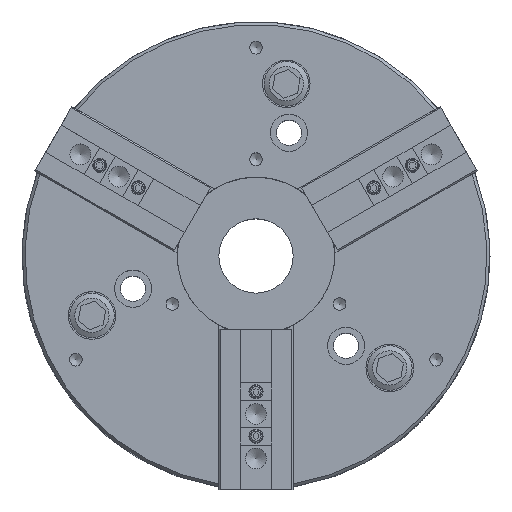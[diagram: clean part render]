
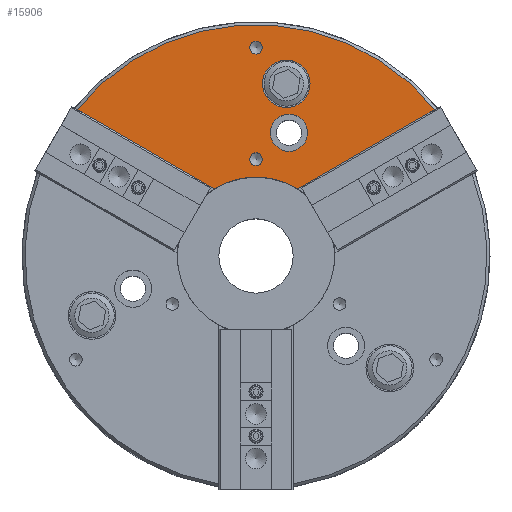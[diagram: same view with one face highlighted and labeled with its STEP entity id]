
A CAD part, top view. The second image highlights one B-rep face of the part: STEP entity #15906.
In plain terms, the highlighted planar face has unit normal (0, 0, 1).
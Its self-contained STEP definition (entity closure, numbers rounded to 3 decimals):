
#622=CIRCLE('',#17147,155.5);
#623=CIRCLE('',#17148,53.);
#624=CIRCLE('',#17149,12.5);
#625=CIRCLE('',#17150,16.);
#626=CIRCLE('',#17151,4.25);
#627=CIRCLE('',#17152,4.25);
#3008=ORIENTED_EDGE('',*,*,#6606,.F.);
#3009=ORIENTED_EDGE('',*,*,#5757,.T.);
#3010=ORIENTED_EDGE('',*,*,#6607,.T.);
#3011=ORIENTED_EDGE('',*,*,#6608,.T.);
#3012=ORIENTED_EDGE('',*,*,#5407,.F.);
#3013=ORIENTED_EDGE('',*,*,#5543,.F.);
#3014=ORIENTED_EDGE('',*,*,#6609,.F.);
#3015=ORIENTED_EDGE('',*,*,#6610,.F.);
#3016=ORIENTED_EDGE('',*,*,#6611,.F.);
#3017=ORIENTED_EDGE('',*,*,#6612,.F.);
#5407=EDGE_CURVE('',#7596,#7597,#9141,.T.);
#5543=EDGE_CURVE('',#7702,#7596,#9254,.T.);
#5757=EDGE_CURVE('',#7851,#7850,#9444,.T.);
#6606=EDGE_CURVE('',#7851,#7702,#622,.T.);
#6607=EDGE_CURVE('',#7850,#8479,#10090,.T.);
#6608=EDGE_CURVE('',#8479,#7597,#623,.T.);
#6609=EDGE_CURVE('',#8480,#8480,#624,.T.);
#6610=EDGE_CURVE('',#8481,#8481,#625,.T.);
#6611=EDGE_CURVE('',#8482,#8482,#626,.T.);
#6612=EDGE_CURVE('',#8483,#8483,#627,.T.);
#7596=VERTEX_POINT('',#22844);
#7597=VERTEX_POINT('',#22846);
#7702=VERTEX_POINT('',#23129);
#7850=VERTEX_POINT('',#23566);
#7851=VERTEX_POINT('',#23568);
#8479=VERTEX_POINT('',#25373);
#8480=VERTEX_POINT('',#25376);
#8481=VERTEX_POINT('',#25378);
#8482=VERTEX_POINT('',#25380);
#8483=VERTEX_POINT('',#25382);
#9141=LINE('',#22845,#10713);
#9254=LINE('',#23130,#10826);
#9444=LINE('',#23567,#11016);
#10090=LINE('',#25372,#11662);
#10713=VECTOR('',#18131,1000.);
#10826=VECTOR('',#18376,1000.);
#11016=VECTOR('',#18764,1000.);
#11662=VECTOR('',#20340,1000.);
#12733=EDGE_LOOP('',(#3008,#3009,#3010,#3011,#3012,#3013));
#12734=EDGE_LOOP('',(#3014));
#12735=EDGE_LOOP('',(#3015));
#12736=EDGE_LOOP('',(#3016));
#12737=EDGE_LOOP('',(#3017));
#14028=FACE_BOUND('',#12733,.T.);
#14029=FACE_BOUND('',#12734,.T.);
#14030=FACE_BOUND('',#12735,.T.);
#14031=FACE_BOUND('',#12736,.T.);
#14032=FACE_BOUND('',#12737,.T.);
#15156=PLANE('',#17146);
#15906=ADVANCED_FACE('',(#14028,#14029,#14030,#14031,#14032),#15156,.T.);
#17146=AXIS2_PLACEMENT_3D('',#25370,#20336,#20337);
#17147=AXIS2_PLACEMENT_3D('',#25371,#20338,#20339);
#17148=AXIS2_PLACEMENT_3D('',#25374,#20341,#20342);
#17149=AXIS2_PLACEMENT_3D('',#25375,#20343,#20344);
#17150=AXIS2_PLACEMENT_3D('',#25377,#20345,#20346);
#17151=AXIS2_PLACEMENT_3D('',#25379,#20347,#20348);
#17152=AXIS2_PLACEMENT_3D('',#25381,#20349,#20350);
#18131=DIRECTION('',(-0.866,-0.5,0.));
#18376=DIRECTION('',(-0.866,-0.5,0.));
#18764=DIRECTION('',(0.866,-0.5,0.));
#20336=DIRECTION('',(0.,0.,1.));
#20337=DIRECTION('',(0.866,0.5,0.));
#20338=DIRECTION('',(0.,0.,-1.));
#20339=DIRECTION('',(0.866,0.5,0.));
#20340=DIRECTION('',(0.866,-0.5,0.));
#20341=DIRECTION('',(0.,0.,-1.));
#20342=DIRECTION('',(0.866,0.5,0.));
#20343=DIRECTION('',(0.,0.,1.));
#20344=DIRECTION('',(0.,-1.,0.));
#20345=DIRECTION('',(0.,0.,1.));
#20346=DIRECTION('',(0.,-1.,0.));
#20347=DIRECTION('',(0.,0.,1.));
#20348=DIRECTION('',(0.,-1.,0.));
#20349=DIRECTION('',(0.,0.,1.));
#20350=DIRECTION('',(0.,-1.,0.));
#22844=CARTESIAN_POINT('',(30.368,46.401,0.));
#22845=CARTESIAN_POINT('',(123.899,100.401,0.));
#22846=CARTESIAN_POINT('',(27.972,45.017,0.));
#23129=CARTESIAN_POINT('',(120.415,98.389,0.));
#23130=CARTESIAN_POINT('',(123.899,100.401,0.));
#23566=CARTESIAN_POINT('',(-30.368,46.401,0.));
#23567=CARTESIAN_POINT('',(-123.899,100.401,0.));
#23568=CARTESIAN_POINT('',(-120.415,98.389,0.));
#25370=CARTESIAN_POINT('',(0.,53.,0.));
#25371=CARTESIAN_POINT('',(0.,0.,0.));
#25372=CARTESIAN_POINT('',(-123.899,100.401,0.));
#25373=CARTESIAN_POINT('',(-27.972,45.017,0.));
#25374=CARTESIAN_POINT('',(0.,0.,0.));
#25375=CARTESIAN_POINT('',(22.181,82.78,0.));
#25376=CARTESIAN_POINT('',(22.181,70.28,0.));
#25377=CARTESIAN_POINT('',(20.404,115.715,0.));
#25378=CARTESIAN_POINT('',(20.404,99.715,0.));
#25379=CARTESIAN_POINT('',(0.,65.,0.));
#25380=CARTESIAN_POINT('',(0.,60.75,0.));
#25381=CARTESIAN_POINT('',(0.,140.,0.));
#25382=CARTESIAN_POINT('',(0.,135.75,0.));
